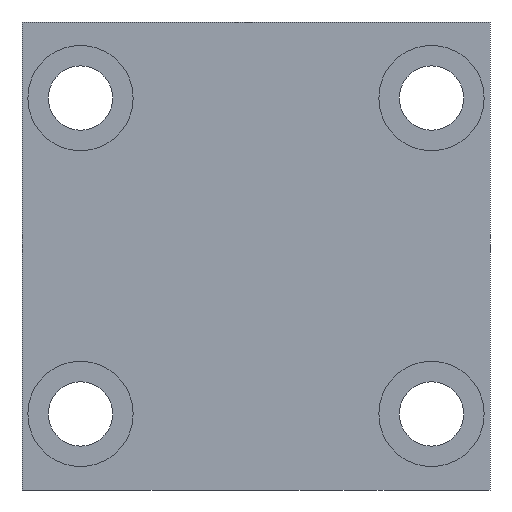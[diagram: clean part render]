
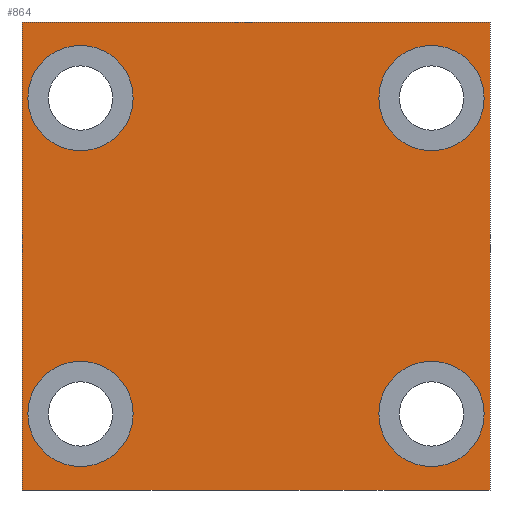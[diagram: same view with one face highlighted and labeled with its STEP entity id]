
A CAD part, left-side view. The second image highlights one B-rep face of the part: STEP entity #864.
In plain terms, the highlighted planar face has unit normal (-1, 0, 0).
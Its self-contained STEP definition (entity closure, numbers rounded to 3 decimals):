
#73 = PLANE('',#74);
#74 = AXIS2_PLACEMENT_3D('',#75,#76,#77);
#75 = CARTESIAN_POINT('',(-9.114,0.,40.));
#76 = DIRECTION('',(-0.,-0.,-1.));
#77 = DIRECTION('',(-1.,0.,0.));
#132 = PLANE('',#133);
#133 = AXIS2_PLACEMENT_3D('',#134,#135,#136);
#134 = CARTESIAN_POINT('',(-9.114,0.,0.));
#135 = DIRECTION('',(-0.,-0.,-1.));
#136 = DIRECTION('',(-1.,0.,0.));
#191 = PLANE('',#192);
#192 = AXIS2_PLACEMENT_3D('',#193,#194,#195);
#193 = CARTESIAN_POINT('',(-15.,20.,0.));
#194 = DIRECTION('',(0.,1.,0.));
#195 = DIRECTION('',(1.,0.,0.));
#315 = PLANE('',#316);
#316 = AXIS2_PLACEMENT_3D('',#317,#318,#319);
#317 = CARTESIAN_POINT('',(-15.,-20.,0.));
#318 = DIRECTION('',(0.,1.,0.));
#319 = DIRECTION('',(1.,0.,0.));
#446 = VERTEX_POINT('',#447);
#447 = CARTESIAN_POINT('',(-15.,-20.,0.));
#468 = EDGE_CURVE('',#469,#446,#471,.T.);
#469 = VERTEX_POINT('',#470);
#470 = CARTESIAN_POINT('',(-15.,20.,0.));
#471 = SURFACE_CURVE('',#472,(#476,#483),.PCURVE_S1.);
#472 = LINE('',#473,#474);
#473 = CARTESIAN_POINT('',(-15.,20.,0.));
#474 = VECTOR('',#475,1.);
#475 = DIRECTION('',(0.,-1.,0.));
#476 = PCURVE('',#132,#477);
#477 = DEFINITIONAL_REPRESENTATION('',(#478),#482);
#478 = LINE('',#479,#480);
#479 = CARTESIAN_POINT('',(5.886,20.));
#480 = VECTOR('',#481,1.);
#481 = DIRECTION('',(0.,-1.));
#482 = ( GEOMETRIC_REPRESENTATION_CONTEXT(2) 
PARAMETRIC_REPRESENTATION_CONTEXT() REPRESENTATION_CONTEXT('2D SPACE',''
  ) );
#483 = PCURVE('',#484,#489);
#484 = PLANE('',#485);
#485 = AXIS2_PLACEMENT_3D('',#486,#487,#488);
#486 = CARTESIAN_POINT('',(-15.,20.,0.));
#487 = DIRECTION('',(1.,0.,0.));
#488 = DIRECTION('',(0.,-1.,0.));
#489 = DEFINITIONAL_REPRESENTATION('',(#490),#494);
#490 = LINE('',#491,#492);
#491 = CARTESIAN_POINT('',(0.,0.));
#492 = VECTOR('',#493,1.);
#493 = DIRECTION('',(1.,0.));
#494 = ( GEOMETRIC_REPRESENTATION_CONTEXT(2) 
PARAMETRIC_REPRESENTATION_CONTEXT() REPRESENTATION_CONTEXT('2D SPACE',''
  ) );
#524 = VERTEX_POINT('',#525);
#525 = CARTESIAN_POINT('',(-15.,-20.,40.));
#546 = EDGE_CURVE('',#547,#524,#549,.T.);
#547 = VERTEX_POINT('',#548);
#548 = CARTESIAN_POINT('',(-15.,20.,40.));
#549 = SURFACE_CURVE('',#550,(#554,#561),.PCURVE_S1.);
#550 = LINE('',#551,#552);
#551 = CARTESIAN_POINT('',(-15.,20.,40.));
#552 = VECTOR('',#553,1.);
#553 = DIRECTION('',(0.,-1.,0.));
#554 = PCURVE('',#73,#555);
#555 = DEFINITIONAL_REPRESENTATION('',(#556),#560);
#556 = LINE('',#557,#558);
#557 = CARTESIAN_POINT('',(5.886,20.));
#558 = VECTOR('',#559,1.);
#559 = DIRECTION('',(0.,-1.));
#560 = ( GEOMETRIC_REPRESENTATION_CONTEXT(2) 
PARAMETRIC_REPRESENTATION_CONTEXT() REPRESENTATION_CONTEXT('2D SPACE',''
  ) );
#561 = PCURVE('',#484,#562);
#562 = DEFINITIONAL_REPRESENTATION('',(#563),#567);
#563 = LINE('',#564,#565);
#564 = CARTESIAN_POINT('',(0.,-40.));
#565 = VECTOR('',#566,1.);
#566 = DIRECTION('',(1.,0.));
#567 = ( GEOMETRIC_REPRESENTATION_CONTEXT(2) 
PARAMETRIC_REPRESENTATION_CONTEXT() REPRESENTATION_CONTEXT('2D SPACE',''
  ) );
#594 = EDGE_CURVE('',#469,#547,#595,.T.);
#595 = SURFACE_CURVE('',#596,(#600,#607),.PCURVE_S1.);
#596 = LINE('',#597,#598);
#597 = CARTESIAN_POINT('',(-15.,20.,0.));
#598 = VECTOR('',#599,1.);
#599 = DIRECTION('',(0.,0.,1.));
#600 = PCURVE('',#191,#601);
#601 = DEFINITIONAL_REPRESENTATION('',(#602),#606);
#602 = LINE('',#603,#604);
#603 = CARTESIAN_POINT('',(0.,0.));
#604 = VECTOR('',#605,1.);
#605 = DIRECTION('',(0.,-1.));
#606 = ( GEOMETRIC_REPRESENTATION_CONTEXT(2) 
PARAMETRIC_REPRESENTATION_CONTEXT() REPRESENTATION_CONTEXT('2D SPACE',''
  ) );
#607 = PCURVE('',#484,#608);
#608 = DEFINITIONAL_REPRESENTATION('',(#609),#613);
#609 = LINE('',#610,#611);
#610 = CARTESIAN_POINT('',(0.,0.));
#611 = VECTOR('',#612,1.);
#612 = DIRECTION('',(0.,-1.));
#613 = ( GEOMETRIC_REPRESENTATION_CONTEXT(2) 
PARAMETRIC_REPRESENTATION_CONTEXT() REPRESENTATION_CONTEXT('2D SPACE',''
  ) );
#731 = EDGE_CURVE('',#446,#524,#732,.T.);
#732 = SURFACE_CURVE('',#733,(#737,#744),.PCURVE_S1.);
#733 = LINE('',#734,#735);
#734 = CARTESIAN_POINT('',(-15.,-20.,0.));
#735 = VECTOR('',#736,1.);
#736 = DIRECTION('',(0.,0.,1.));
#737 = PCURVE('',#315,#738);
#738 = DEFINITIONAL_REPRESENTATION('',(#739),#743);
#739 = LINE('',#740,#741);
#740 = CARTESIAN_POINT('',(0.,0.));
#741 = VECTOR('',#742,1.);
#742 = DIRECTION('',(0.,-1.));
#743 = ( GEOMETRIC_REPRESENTATION_CONTEXT(2) 
PARAMETRIC_REPRESENTATION_CONTEXT() REPRESENTATION_CONTEXT('2D SPACE',''
  ) );
#744 = PCURVE('',#484,#745);
#745 = DEFINITIONAL_REPRESENTATION('',(#746),#750);
#746 = LINE('',#747,#748);
#747 = CARTESIAN_POINT('',(40.,0.));
#748 = VECTOR('',#749,1.);
#749 = DIRECTION('',(0.,-1.));
#750 = ( GEOMETRIC_REPRESENTATION_CONTEXT(2) 
PARAMETRIC_REPRESENTATION_CONTEXT() REPRESENTATION_CONTEXT('2D SPACE',''
  ) );
#864 = ADVANCED_FACE('',(#865,#871,#902,#933,#964),#484,.F.);
#865 = FACE_BOUND('',#866,.F.);
#866 = EDGE_LOOP('',(#867,#868,#869,#870));
#867 = ORIENTED_EDGE('',*,*,#594,.T.);
#868 = ORIENTED_EDGE('',*,*,#546,.T.);
#869 = ORIENTED_EDGE('',*,*,#731,.F.);
#870 = ORIENTED_EDGE('',*,*,#468,.F.);
#871 = FACE_BOUND('',#872,.F.);
#872 = EDGE_LOOP('',(#873));
#873 = ORIENTED_EDGE('',*,*,#874,.F.);
#874 = EDGE_CURVE('',#875,#875,#877,.T.);
#875 = VERTEX_POINT('',#876);
#876 = CARTESIAN_POINT('',(-15.,19.5,33.5));
#877 = SURFACE_CURVE('',#878,(#883,#890),.PCURVE_S1.);
#878 = CIRCLE('',#879,4.5);
#879 = AXIS2_PLACEMENT_3D('',#880,#881,#882);
#880 = CARTESIAN_POINT('',(-15.,15.,33.5));
#881 = DIRECTION('',(1.,0.,0.));
#882 = DIRECTION('',(0.,1.,0.));
#883 = PCURVE('',#484,#884);
#884 = DEFINITIONAL_REPRESENTATION('',(#885),#889);
#885 = CIRCLE('',#886,4.5);
#886 = AXIS2_PLACEMENT_2D('',#887,#888);
#887 = CARTESIAN_POINT('',(5.,-33.5));
#888 = DIRECTION('',(-1.,0.));
#889 = ( GEOMETRIC_REPRESENTATION_CONTEXT(2) 
PARAMETRIC_REPRESENTATION_CONTEXT() REPRESENTATION_CONTEXT('2D SPACE',''
  ) );
#890 = PCURVE('',#891,#896);
#891 = CYLINDRICAL_SURFACE('',#892,4.5);
#892 = AXIS2_PLACEMENT_3D('',#893,#894,#895);
#893 = CARTESIAN_POINT('',(-15.,15.,33.5));
#894 = DIRECTION('',(-1.,-0.,-0.));
#895 = DIRECTION('',(0.,1.,0.));
#896 = DEFINITIONAL_REPRESENTATION('',(#897),#901);
#897 = LINE('',#898,#899);
#898 = CARTESIAN_POINT('',(-0.,0.));
#899 = VECTOR('',#900,1.);
#900 = DIRECTION('',(-1.,0.));
#901 = ( GEOMETRIC_REPRESENTATION_CONTEXT(2) 
PARAMETRIC_REPRESENTATION_CONTEXT() REPRESENTATION_CONTEXT('2D SPACE',''
  ) );
#902 = FACE_BOUND('',#903,.F.);
#903 = EDGE_LOOP('',(#904));
#904 = ORIENTED_EDGE('',*,*,#905,.F.);
#905 = EDGE_CURVE('',#906,#906,#908,.T.);
#906 = VERTEX_POINT('',#907);
#907 = CARTESIAN_POINT('',(-15.,19.5,6.5));
#908 = SURFACE_CURVE('',#909,(#914,#921),.PCURVE_S1.);
#909 = CIRCLE('',#910,4.5);
#910 = AXIS2_PLACEMENT_3D('',#911,#912,#913);
#911 = CARTESIAN_POINT('',(-15.,15.,6.5));
#912 = DIRECTION('',(1.,0.,0.));
#913 = DIRECTION('',(0.,1.,0.));
#914 = PCURVE('',#484,#915);
#915 = DEFINITIONAL_REPRESENTATION('',(#916),#920);
#916 = CIRCLE('',#917,4.5);
#917 = AXIS2_PLACEMENT_2D('',#918,#919);
#918 = CARTESIAN_POINT('',(5.,-6.5));
#919 = DIRECTION('',(-1.,0.));
#920 = ( GEOMETRIC_REPRESENTATION_CONTEXT(2) 
PARAMETRIC_REPRESENTATION_CONTEXT() REPRESENTATION_CONTEXT('2D SPACE',''
  ) );
#921 = PCURVE('',#922,#927);
#922 = CYLINDRICAL_SURFACE('',#923,4.5);
#923 = AXIS2_PLACEMENT_3D('',#924,#925,#926);
#924 = CARTESIAN_POINT('',(-15.,15.,6.5));
#925 = DIRECTION('',(-1.,-0.,-0.));
#926 = DIRECTION('',(0.,1.,0.));
#927 = DEFINITIONAL_REPRESENTATION('',(#928),#932);
#928 = LINE('',#929,#930);
#929 = CARTESIAN_POINT('',(-0.,0.));
#930 = VECTOR('',#931,1.);
#931 = DIRECTION('',(-1.,0.));
#932 = ( GEOMETRIC_REPRESENTATION_CONTEXT(2) 
PARAMETRIC_REPRESENTATION_CONTEXT() REPRESENTATION_CONTEXT('2D SPACE',''
  ) );
#933 = FACE_BOUND('',#934,.F.);
#934 = EDGE_LOOP('',(#935));
#935 = ORIENTED_EDGE('',*,*,#936,.F.);
#936 = EDGE_CURVE('',#937,#937,#939,.T.);
#937 = VERTEX_POINT('',#938);
#938 = CARTESIAN_POINT('',(-15.,-10.5,6.5));
#939 = SURFACE_CURVE('',#940,(#945,#952),.PCURVE_S1.);
#940 = CIRCLE('',#941,4.5);
#941 = AXIS2_PLACEMENT_3D('',#942,#943,#944);
#942 = CARTESIAN_POINT('',(-15.,-15.,6.5));
#943 = DIRECTION('',(1.,0.,0.));
#944 = DIRECTION('',(0.,1.,0.));
#945 = PCURVE('',#484,#946);
#946 = DEFINITIONAL_REPRESENTATION('',(#947),#951);
#947 = CIRCLE('',#948,4.5);
#948 = AXIS2_PLACEMENT_2D('',#949,#950);
#949 = CARTESIAN_POINT('',(35.,-6.5));
#950 = DIRECTION('',(-1.,0.));
#951 = ( GEOMETRIC_REPRESENTATION_CONTEXT(2) 
PARAMETRIC_REPRESENTATION_CONTEXT() REPRESENTATION_CONTEXT('2D SPACE',''
  ) );
#952 = PCURVE('',#953,#958);
#953 = CYLINDRICAL_SURFACE('',#954,4.5);
#954 = AXIS2_PLACEMENT_3D('',#955,#956,#957);
#955 = CARTESIAN_POINT('',(-15.,-15.,6.5));
#956 = DIRECTION('',(-1.,-0.,-0.));
#957 = DIRECTION('',(0.,1.,0.));
#958 = DEFINITIONAL_REPRESENTATION('',(#959),#963);
#959 = LINE('',#960,#961);
#960 = CARTESIAN_POINT('',(-0.,0.));
#961 = VECTOR('',#962,1.);
#962 = DIRECTION('',(-1.,0.));
#963 = ( GEOMETRIC_REPRESENTATION_CONTEXT(2) 
PARAMETRIC_REPRESENTATION_CONTEXT() REPRESENTATION_CONTEXT('2D SPACE',''
  ) );
#964 = FACE_BOUND('',#965,.F.);
#965 = EDGE_LOOP('',(#966));
#966 = ORIENTED_EDGE('',*,*,#967,.F.);
#967 = EDGE_CURVE('',#968,#968,#970,.T.);
#968 = VERTEX_POINT('',#969);
#969 = CARTESIAN_POINT('',(-15.,-10.5,33.5));
#970 = SURFACE_CURVE('',#971,(#976,#983),.PCURVE_S1.);
#971 = CIRCLE('',#972,4.5);
#972 = AXIS2_PLACEMENT_3D('',#973,#974,#975);
#973 = CARTESIAN_POINT('',(-15.,-15.,33.5));
#974 = DIRECTION('',(1.,0.,0.));
#975 = DIRECTION('',(0.,1.,0.));
#976 = PCURVE('',#484,#977);
#977 = DEFINITIONAL_REPRESENTATION('',(#978),#982);
#978 = CIRCLE('',#979,4.5);
#979 = AXIS2_PLACEMENT_2D('',#980,#981);
#980 = CARTESIAN_POINT('',(35.,-33.5));
#981 = DIRECTION('',(-1.,0.));
#982 = ( GEOMETRIC_REPRESENTATION_CONTEXT(2) 
PARAMETRIC_REPRESENTATION_CONTEXT() REPRESENTATION_CONTEXT('2D SPACE',''
  ) );
#983 = PCURVE('',#984,#989);
#984 = CYLINDRICAL_SURFACE('',#985,4.5);
#985 = AXIS2_PLACEMENT_3D('',#986,#987,#988);
#986 = CARTESIAN_POINT('',(-15.,-15.,33.5));
#987 = DIRECTION('',(-1.,-0.,-0.));
#988 = DIRECTION('',(0.,1.,0.));
#989 = DEFINITIONAL_REPRESENTATION('',(#990),#994);
#990 = LINE('',#991,#992);
#991 = CARTESIAN_POINT('',(-0.,0.));
#992 = VECTOR('',#993,1.);
#993 = DIRECTION('',(-1.,0.));
#994 = ( GEOMETRIC_REPRESENTATION_CONTEXT(2) 
PARAMETRIC_REPRESENTATION_CONTEXT() REPRESENTATION_CONTEXT('2D SPACE',''
  ) );
